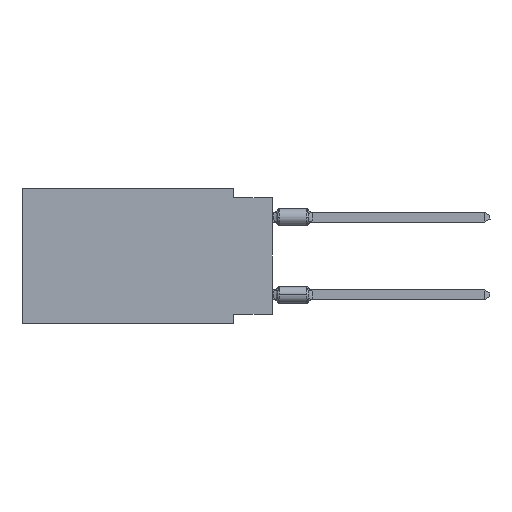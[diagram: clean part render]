
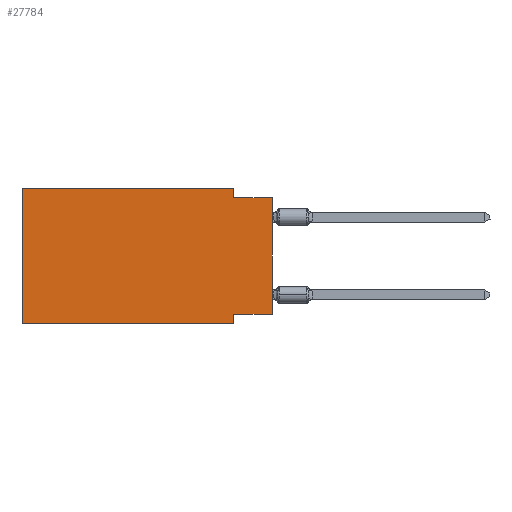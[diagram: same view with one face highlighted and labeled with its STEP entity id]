
A CAD part, left-side view. The second image highlights one B-rep face of the part: STEP entity #27784.
In plain terms, the highlighted planar face has unit normal (-1, 0, 0).
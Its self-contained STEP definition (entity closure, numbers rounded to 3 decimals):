
#64 = ORIENTED_EDGE ( 'NONE', *, *, #45327, .F. ) ;
#658 = ORIENTED_EDGE ( 'NONE', *, *, #24304, .F. ) ;
#1254 = EDGE_CURVE ( 'NONE', #18892, #19749, #20501, .T. ) ;
#1870 = CARTESIAN_POINT ( 'NONE',  ( 0., 2.54, 0. ) ) ;
#2657 = CARTESIAN_POINT ( 'NONE',  ( 0., 0., 0. ) ) ;
#2853 = ORIENTED_EDGE ( 'NONE', *, *, #1254, .T. ) ;
#2877 = ORIENTED_EDGE ( 'NONE', *, *, #25239, .F. ) ;
#3308 = EDGE_CURVE ( 'NONE', #5674, #22883, #44054, .T. ) ;
#3435 = PLANE ( 'NONE',  #33140 ) ;
#3479 = DIRECTION ( 'NONE',  ( 0., 0., 1. ) ) ;
#3771 = CARTESIAN_POINT ( 'NONE',  ( 0., 16.383, -8.89 ) ) ;
#5007 = ORIENTED_EDGE ( 'NONE', *, *, #10939, .F. ) ;
#5674 = VERTEX_POINT ( 'NONE', #3771 ) ;
#5803 = CARTESIAN_POINT ( 'NONE',  ( 0., 16.383, -8.89 ) ) ;
#6436 = CARTESIAN_POINT ( 'NONE',  ( 0., 0., -0.635 ) ) ;
#6756 = ORIENTED_EDGE ( 'NONE', *, *, #45989, .F. ) ;
#9116 = CARTESIAN_POINT ( 'NONE',  ( 0., 16.383, 0. ) ) ;
#10236 = LINE ( 'NONE', #1870, #26119 ) ;
#10710 = VECTOR ( 'NONE', #29271, 1000. ) ;
#10939 = EDGE_CURVE ( 'NONE', #5674, #42124, #44739, .T. ) ;
#11931 = LINE ( 'NONE', #46022, #10710 ) ;
#12471 = CARTESIAN_POINT ( 'NONE',  ( 0., 2.54, -8.255 ) ) ;
#13744 = CARTESIAN_POINT ( 'NONE',  ( 0., 16.383, 0. ) ) ;
#16094 = EDGE_CURVE ( 'NONE', #31193, #48826, #10236, .T. ) ;
#16416 = CARTESIAN_POINT ( 'NONE',  ( 0., 2.54, -8.89 ) ) ;
#17011 = EDGE_LOOP ( 'NONE', ( #2853, #6756, #19854, #2877, #5007, #33296, #658, #64 ) ) ;
#18201 = VECTOR ( 'NONE', #18646, 1000. ) ;
#18646 = DIRECTION ( 'NONE',  ( 0., -1., 0. ) ) ;
#18892 = VERTEX_POINT ( 'NONE', #30608 ) ;
#19258 = VECTOR ( 'NONE', #47478, 1000. ) ;
#19362 = CARTESIAN_POINT ( 'NONE',  ( 0., 0., -8.255 ) ) ;
#19717 = DIRECTION ( 'NONE',  ( 0., 0., -1. ) ) ;
#19749 = VERTEX_POINT ( 'NONE', #6436 ) ;
#19854 = ORIENTED_EDGE ( 'NONE', *, *, #16094, .F. ) ;
#20501 = LINE ( 'NONE', #2657, #44804 ) ;
#22883 = VERTEX_POINT ( 'NONE', #16416 ) ;
#23486 = DIRECTION ( 'NONE',  ( 0., 0., 1. ) ) ;
#24123 = VECTOR ( 'NONE', #23486, 1000. ) ;
#24304 = EDGE_CURVE ( 'NONE', #36253, #22883, #11931, .T. ) ;
#25239 = EDGE_CURVE ( 'NONE', #42124, #31193, #38888, .T. ) ;
#26119 = VECTOR ( 'NONE', #19717, 1000. ) ;
#27474 = LINE ( 'NONE', #19362, #34448 ) ;
#27784 = ADVANCED_FACE ( 'NONE', ( #45596 ), #3435, .F. ) ;
#28844 = DIRECTION ( 'NONE',  ( 0., 0., -1. ) ) ;
#29271 = DIRECTION ( 'NONE',  ( 0., 0., -1. ) ) ;
#29338 = CARTESIAN_POINT ( 'NONE',  ( 0., 0., -0.635 ) ) ;
#30608 = CARTESIAN_POINT ( 'NONE',  ( 0., 0., -8.255 ) ) ;
#31193 = VERTEX_POINT ( 'NONE', #46150 ) ;
#33041 = CARTESIAN_POINT ( 'NONE',  ( 0., 16.383, 0. ) ) ;
#33140 = AXIS2_PLACEMENT_3D ( 'NONE', #33041, #49543, #28844 ) ;
#33296 = ORIENTED_EDGE ( 'NONE', *, *, #3308, .T. ) ;
#34448 = VECTOR ( 'NONE', #36403, 1000. ) ;
#36253 = VERTEX_POINT ( 'NONE', #12471 ) ;
#36403 = DIRECTION ( 'NONE',  ( 0., 1., 0. ) ) ;
#38888 = LINE ( 'NONE', #13744, #50945 ) ;
#40012 = CARTESIAN_POINT ( 'NONE',  ( 0., 16.383, 0. ) ) ;
#42124 = VERTEX_POINT ( 'NONE', #9116 ) ;
#43631 = DIRECTION ( 'NONE',  ( 0., -1., 0. ) ) ;
#44054 = LINE ( 'NONE', #5803, #18201 ) ;
#44739 = LINE ( 'NONE', #40012, #24123 ) ;
#44804 = VECTOR ( 'NONE', #3479, 1000. ) ;
#45327 = EDGE_CURVE ( 'NONE', #18892, #36253, #27474, .T. ) ;
#45596 = FACE_OUTER_BOUND ( 'NONE', #17011, .T. ) ;
#45989 = EDGE_CURVE ( 'NONE', #48826, #19749, #55061, .T. ) ;
#46022 = CARTESIAN_POINT ( 'NONE',  ( 0., 2.54, -8.89 ) ) ;
#46150 = CARTESIAN_POINT ( 'NONE',  ( 0., 2.54, 0. ) ) ;
#47478 = DIRECTION ( 'NONE',  ( 0., -1., 0. ) ) ;
#48826 = VERTEX_POINT ( 'NONE', #50927 ) ;
#49543 = DIRECTION ( 'NONE',  ( 1., 0., 0. ) ) ;
#50927 = CARTESIAN_POINT ( 'NONE',  ( 0., 2.54, -0.635 ) ) ;
#50945 = VECTOR ( 'NONE', #43631, 1000. ) ;
#55061 = LINE ( 'NONE', #29338, #19258 ) ;
